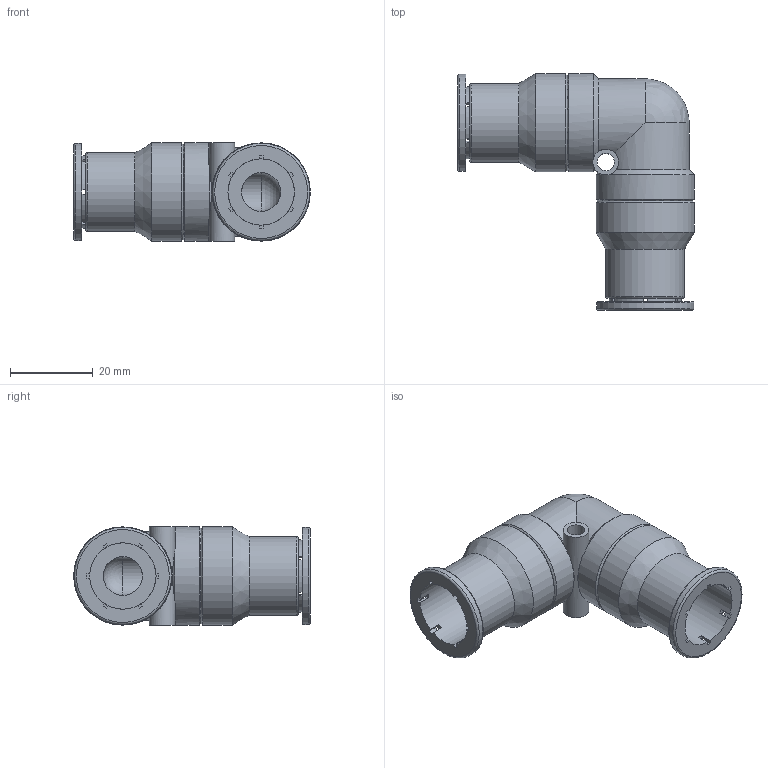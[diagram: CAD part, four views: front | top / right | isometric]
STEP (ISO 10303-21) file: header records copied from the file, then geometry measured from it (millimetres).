
FILE_DESCRIPTION(/* description */ ('STEP AP214'),/* implementation_level */ '2;1');
FILE_NAME(/* name */ '130667_CRQSL-16',/* time_stamp */ '2024-08-08T21:38:26+02:00',/* author */ ('License CC BY-ND 4.0'),/* organization */ ('CADENAS'),/* preprocessor_version */ 'ST-DEVELOPER v19.3',/* originating_system */ 'PARTsolutions',/* authorisation */ ' ');
FILE_SCHEMA (('AUTOMOTIVE_DESIGN {1 0 10303 214 3 1 1}'));
Length unit declared in the file: millimetre
Products named in the file (1): 130667 CRQSL-16
Bounding box: 57.05 x 57.05 x 23.7 mm (x, y, z)
Volume: 17791.7 mm3; surface area: 11768.6 mm2
Topology: 1 solids, 1 shells, 92 faces, 287 edges, 176 vertices
Faces by surface type: cylinder 40, plane 34, cone 10, torus 6, sphere 2
Full cylindrical faces by diameter (mm): 4.2 x1, 6.2 x1, 9.4 x2, 16 x2, 18.96 x2, 23.4 x2, 23.7 x4
Entity records: 3078 total; most frequent: CARTESIAN_POINT 574, DIRECTION 536, ORIENTED_EDGE 498, EDGE_CURVE 249, AXIS2_PLACEMENT_3D 208, VERTEX_POINT 168, EDGE_LOOP 129, FACE_BOUND 129
